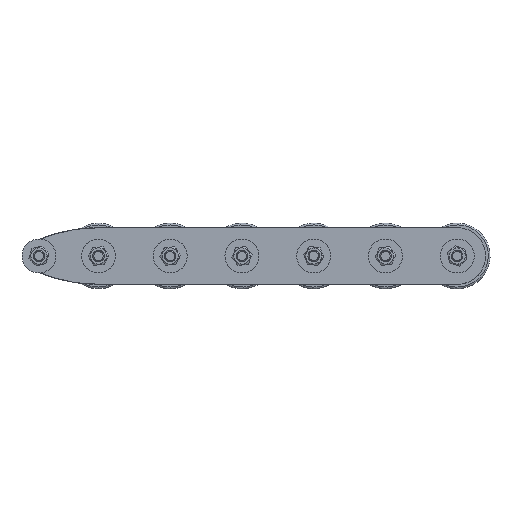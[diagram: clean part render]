
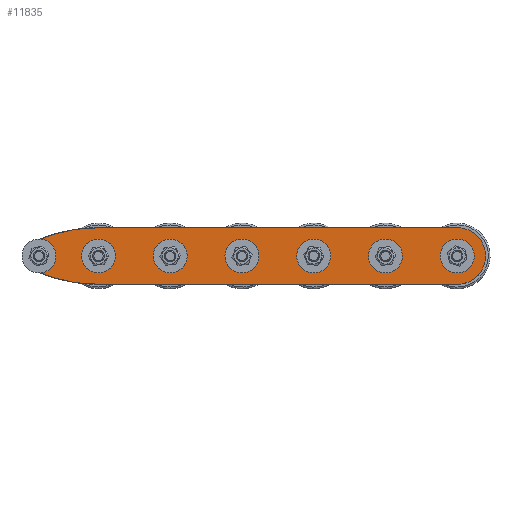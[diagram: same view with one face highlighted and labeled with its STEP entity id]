
A CAD part, front view. The second image highlights one B-rep face of the part: STEP entity #11835.
In plain terms, the highlighted planar face has unit normal (0, -1, 0).
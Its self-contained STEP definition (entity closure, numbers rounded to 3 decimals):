
#830=FACE_BOUND('',#2526,.T.);
#831=FACE_BOUND('',#2527,.T.);
#832=FACE_BOUND('',#2528,.T.);
#833=FACE_BOUND('',#2529,.T.);
#834=FACE_BOUND('',#2530,.T.);
#835=FACE_BOUND('',#2531,.T.);
#836=FACE_BOUND('',#2532,.T.);
#1260=PLANE('',#13018);
#1580=FACE_OUTER_BOUND('',#2525,.T.);
#2525=EDGE_LOOP('',(#8981,#8982,#8983,#8984,#8985,#8986));
#2526=EDGE_LOOP('',(#8987));
#2527=EDGE_LOOP('',(#8988));
#2528=EDGE_LOOP('',(#8989));
#2529=EDGE_LOOP('',(#8990));
#2530=EDGE_LOOP('',(#8991));
#2531=EDGE_LOOP('',(#8992));
#2532=EDGE_LOOP('',(#8993));
#3781=LINE('',#19586,#4150);
#3814=LINE('',#19893,#4183);
#4150=VECTOR('',#15241,10.);
#4183=VECTOR('',#15386,10.);
#4607=CIRCLE('',#12873,6.);
#4643=CIRCLE('',#12913,164.75);
#4647=CIRCLE('',#12919,164.75);
#4651=CIRCLE('',#12924,30.);
#4653=CIRCLE('',#12927,16.);
#4718=CIRCLE('',#13019,6.);
#4719=CIRCLE('',#13020,6.);
#4720=CIRCLE('',#13021,6.);
#4721=CIRCLE('',#13022,6.);
#4722=CIRCLE('',#13023,6.);
#4723=CIRCLE('',#13024,6.);
#5701=VERTEX_POINT('',#19457);
#5741=VERTEX_POINT('',#19550);
#5742=VERTEX_POINT('',#19551);
#5749=VERTEX_POINT('',#19585);
#5771=VERTEX_POINT('',#19721);
#5772=VERTEX_POINT('',#19722);
#5779=VERTEX_POINT('',#19756);
#5836=VERTEX_POINT('',#20032);
#5837=VERTEX_POINT('',#20034);
#5838=VERTEX_POINT('',#20036);
#5839=VERTEX_POINT('',#20038);
#5840=VERTEX_POINT('',#20040);
#5841=VERTEX_POINT('',#20042);
#6913=EDGE_CURVE('',#5701,#5701,#4607,.T.);
#6955=EDGE_CURVE('',#5741,#5742,#4643,.T.);
#6963=EDGE_CURVE('',#5749,#5741,#3781,.T.);
#6986=EDGE_CURVE('',#5771,#5772,#4647,.T.);
#6994=EDGE_CURVE('',#5779,#5749,#4651,.T.);
#6997=EDGE_CURVE('',#5742,#5771,#4653,.T.);
#7058=EDGE_CURVE('',#5779,#5772,#3814,.T.);
#7095=EDGE_CURVE('',#5836,#5836,#4718,.T.);
#7096=EDGE_CURVE('',#5837,#5837,#4719,.T.);
#7097=EDGE_CURVE('',#5838,#5838,#4720,.T.);
#7098=EDGE_CURVE('',#5839,#5839,#4721,.T.);
#7099=EDGE_CURVE('',#5840,#5840,#4722,.T.);
#7100=EDGE_CURVE('',#5841,#5841,#4723,.T.);
#8981=ORIENTED_EDGE('',*,*,#6955,.T.);
#8982=ORIENTED_EDGE('',*,*,#6997,.T.);
#8983=ORIENTED_EDGE('',*,*,#6986,.T.);
#8984=ORIENTED_EDGE('',*,*,#7058,.F.);
#8985=ORIENTED_EDGE('',*,*,#6994,.T.);
#8986=ORIENTED_EDGE('',*,*,#6963,.T.);
#8987=ORIENTED_EDGE('',*,*,#7095,.F.);
#8988=ORIENTED_EDGE('',*,*,#7096,.F.);
#8989=ORIENTED_EDGE('',*,*,#7097,.F.);
#8990=ORIENTED_EDGE('',*,*,#7098,.F.);
#8991=ORIENTED_EDGE('',*,*,#7099,.F.);
#8992=ORIENTED_EDGE('',*,*,#7100,.F.);
#8993=ORIENTED_EDGE('',*,*,#6913,.F.);
#11835=ADVANCED_FACE('',(#1580,#830,#831,#832,#833,#834,#835,#836),#1260,
 .F.);
#12873=AXIS2_PLACEMENT_3D('',#19459,#15145,#15146);
#12913=AXIS2_PLACEMENT_3D('',#19552,#15229,#15230);
#12919=AXIS2_PLACEMENT_3D('',#19723,#15256,#15257);
#12924=AXIS2_PLACEMENT_3D('',#19757,#15268,#15269);
#12927=AXIS2_PLACEMENT_3D('',#19762,#15275,#15276);
#13018=AXIS2_PLACEMENT_3D('',#20031,#15480,#15481);
#13019=AXIS2_PLACEMENT_3D('',#20033,#15482,#15483);
#13020=AXIS2_PLACEMENT_3D('',#20035,#15484,#15485);
#13021=AXIS2_PLACEMENT_3D('',#20037,#15486,#15487);
#13022=AXIS2_PLACEMENT_3D('',#20039,#15488,#15489);
#13023=AXIS2_PLACEMENT_3D('',#20041,#15490,#15491);
#13024=AXIS2_PLACEMENT_3D('',#20043,#15492,#15493);
#15145=DIRECTION('center_axis',(0.,-1.,0.));
#15146=DIRECTION('ref_axis',(-0.617,0.,0.787));
#15229=DIRECTION('center_axis',(0.,-1.,0.));
#15230=DIRECTION('ref_axis',(-0.424,0.,0.906));
#15241=DIRECTION('',(-1.,0.,0.));
#15256=DIRECTION('center_axis',(0.,-1.,0.));
#15257=DIRECTION('ref_axis',(0.,0.,
-1.));
#15268=DIRECTION('center_axis',(0.,-1.,0.));
#15269=DIRECTION('ref_axis',(0.,0.,
1.));
#15275=DIRECTION('center_axis',(0.,-1.,0.));
#15276=DIRECTION('ref_axis',(-0.424,0.,-0.906));
#15386=DIRECTION('',(-1.,0.,0.));
#15480=DIRECTION('center_axis',(0.,1.,0.));
#15481=DIRECTION('ref_axis',(1.,0.,0.));
#15482=DIRECTION('center_axis',(0.,-1.,0.));
#15483=DIRECTION('ref_axis',(0.916,0.,-0.402));
#15484=DIRECTION('center_axis',(0.,-1.,0.));
#15485=DIRECTION('ref_axis',(0.902,0.,0.432));
#15486=DIRECTION('center_axis',(0.,-1.,0.));
#15487=DIRECTION('ref_axis',(0.667,0.,0.745));
#15488=DIRECTION('center_axis',(0.,-1.,0.));
#15489=DIRECTION('ref_axis',(-0.667,0.,-0.745));
#15490=DIRECTION('center_axis',(0.,-1.,0.));
#15491=DIRECTION('ref_axis',(0.625,0.,0.781));
#15492=DIRECTION('center_axis',(0.,-1.,0.));
#15493=DIRECTION('ref_axis',(0.622,0.,0.783));
#19457=CARTESIAN_POINT('',(-59.296,0.,-4.72));
#19459=CARTESIAN_POINT('Origin',(-63.,0.,0.));
#19550=CARTESIAN_POINT('',(0.,0.,30.));
#19551=CARTESIAN_POINT('',(-69.776,0.,14.494));
#19552=CARTESIAN_POINT('Origin',(0.,0.,
-134.75));
#19585=CARTESIAN_POINT('',(380.,0.,30.));
#19586=CARTESIAN_POINT('',(7.892,0.,30.));
#19721=CARTESIAN_POINT('',(-69.776,0.,-14.494));
#19722=CARTESIAN_POINT('',(0.,0.,-30.));
#19723=CARTESIAN_POINT('Origin',(0.,0.,
134.75));
#19756=CARTESIAN_POINT('',(380.,0.,-30.));
#19757=CARTESIAN_POINT('Origin',(380.,0.,0.));
#19762=CARTESIAN_POINT('Origin',(-63.,0.,0.));
#19893=CARTESIAN_POINT('',(45.892,0.,-30.));
#20031=CARTESIAN_POINT('Origin',(15.783,0.,
0.));
#20032=CARTESIAN_POINT('',(222.505,0.,2.409));
#20033=CARTESIAN_POINT('Origin',(228.,0.,0.));
#20034=CARTESIAN_POINT('',(374.589,0.,-2.592));
#20035=CARTESIAN_POINT('Origin',(380.,0.,0.));
#20036=CARTESIAN_POINT('',(71.996,0.,-4.468));
#20037=CARTESIAN_POINT('Origin',(76.,0.,
0.));
#20038=CARTESIAN_POINT('',(4.004,0.,4.468));
#20039=CARTESIAN_POINT('Origin',(0.,0.,0.));
#20040=CARTESIAN_POINT('',(300.251,0.,-4.685));
#20041=CARTESIAN_POINT('Origin',(304.,0.,0.));
#20042=CARTESIAN_POINT('',(148.268,0.,-4.698));
#20043=CARTESIAN_POINT('Origin',(152.,0.,0.));
